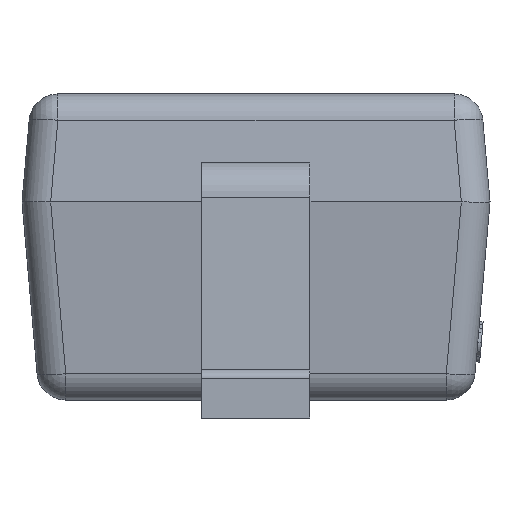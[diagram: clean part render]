
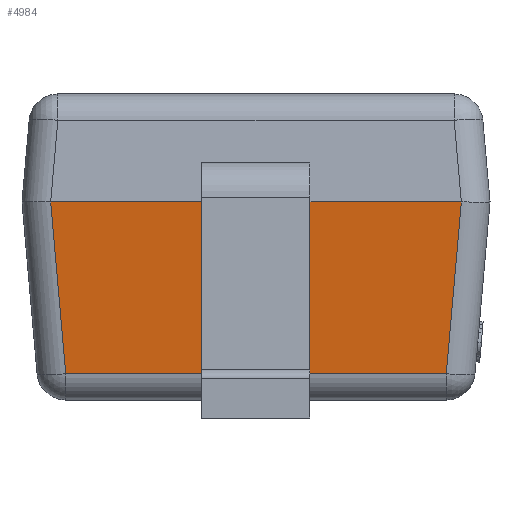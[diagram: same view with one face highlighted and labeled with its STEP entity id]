
A CAD part, left-side view. The second image highlights one B-rep face of the part: STEP entity #4984.
In plain terms, the highlighted planar face has unit normal (-0.996, 0, -0.087).
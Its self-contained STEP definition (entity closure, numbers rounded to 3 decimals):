
#115 = LINE ( 'NONE', #6598, #7602 ) ;
#242 = CARTESIAN_POINT ( 'NONE',  ( -0.851, -0.571, 0.007 ) ) ;
#1125 = CARTESIAN_POINT ( 'NONE',  ( -0.85, 0.65, 0. ) ) ;
#1461 = LINE ( 'NONE', #13196, #3938 ) ;
#1848 = VERTEX_POINT ( 'NONE', #12315 ) ;
#2096 = EDGE_LOOP ( 'NONE', ( #9058, #2674, #11333, #12319, #10124, #8331 ) ) ;
#2169 = DIRECTION ( 'NONE',  ( -0.087, -0.087, 0.992 ) ) ;
#2444 = DIRECTION ( 'NONE',  ( 0., -1., 0. ) ) ;
#2674 = ORIENTED_EDGE ( 'NONE', *, *, #3771, .T. ) ;
#3050 = VECTOR ( 'NONE', #4342, 1000. ) ;
#3071 = CARTESIAN_POINT ( 'NONE',  ( -0.85, -0.15, 0. ) ) ;
#3771 = EDGE_CURVE ( 'NONE', #12474, #4914, #115, .T. ) ;
#3938 = VECTOR ( 'NONE', #7779, 1000. ) ;
#4342 = DIRECTION ( 'NONE',  ( 0., -1., 0. ) ) ;
#4664 = CARTESIAN_POINT ( 'NONE',  ( -0.85, 0.57, 0. ) ) ;
#4914 = VERTEX_POINT ( 'NONE', #13044 ) ;
#4984 = ADVANCED_FACE ( 'NONE', ( #12563 ), #8370, .T. ) ;
#5061 = EDGE_CURVE ( 'NONE', #7498, #11344, #8512, .T. ) ;
#5472 = DIRECTION ( 'NONE',  ( 0.087, -0.087, -0.992 ) ) ;
#5988 = CARTESIAN_POINT ( 'NONE',  ( -0.85, -0.65, 0. ) ) ;
#6043 = AXIS2_PLACEMENT_3D ( 'NONE', #5988, #10227, #13590 ) ;
#6540 = EDGE_CURVE ( 'NONE', #12474, #7498, #1461, .T. ) ;
#6598 = CARTESIAN_POINT ( 'NONE',  ( -0.841, 0.561, -0.105 ) ) ;
#7482 = LINE ( 'NONE', #1125, #3050 ) ;
#7498 = VERTEX_POINT ( 'NONE', #13071 ) ;
#7602 = VECTOR ( 'NONE', #5472, 1000. ) ;
#7625 = CARTESIAN_POINT ( 'NONE',  ( -0.808, -0.602, -0.477 ) ) ;
#7779 = DIRECTION ( 'NONE',  ( 0., -1., 0. ) ) ;
#8331 = ORIENTED_EDGE ( 'NONE', *, *, #5061, .F. ) ;
#8370 = PLANE ( 'NONE',  #6043 ) ;
#8512 = LINE ( 'NONE', #9687, #9204 ) ;
#8702 = VERTEX_POINT ( 'NONE', #11491 ) ;
#9058 = ORIENTED_EDGE ( 'NONE', *, *, #6540, .F. ) ;
#9099 = VECTOR ( 'NONE', #2444, 1000. ) ;
#9204 = VECTOR ( 'NONE', #11669, 1000. ) ;
#9687 = CARTESIAN_POINT ( 'NONE',  ( -0.85, 0.15, 0. ) ) ;
#9990 = EDGE_CURVE ( 'NONE', #1848, #8702, #11972, .T. ) ;
#10124 = ORIENTED_EDGE ( 'NONE', *, *, #11940, .F. ) ;
#10227 = DIRECTION ( 'NONE',  ( -0.996, 0., -0.087 ) ) ;
#10626 = VECTOR ( 'NONE', #2169, 1000. ) ;
#11333 = ORIENTED_EDGE ( 'NONE', *, *, #12930, .T. ) ;
#11344 = VERTEX_POINT ( 'NONE', #3071 ) ;
#11491 = CARTESIAN_POINT ( 'NONE',  ( -0.85, -0.57, 0. ) ) ;
#11669 = DIRECTION ( 'NONE',  ( 0., -1., 0. ) ) ;
#11940 = EDGE_CURVE ( 'NONE', #11344, #8702, #7482, .T. ) ;
#11972 = LINE ( 'NONE', #242, #10626 ) ;
#12315 = CARTESIAN_POINT ( 'NONE',  ( -0.808, -0.529, -0.477 ) ) ;
#12319 = ORIENTED_EDGE ( 'NONE', *, *, #9990, .T. ) ;
#12474 = VERTEX_POINT ( 'NONE', #4664 ) ;
#12563 = FACE_OUTER_BOUND ( 'NONE', #2096, .T. ) ;
#12849 = LINE ( 'NONE', #7625, #9099 ) ;
#12930 = EDGE_CURVE ( 'NONE', #4914, #1848, #12849, .T. ) ;
#13044 = CARTESIAN_POINT ( 'NONE',  ( -0.808, 0.529, -0.477 ) ) ;
#13071 = CARTESIAN_POINT ( 'NONE',  ( -0.85, 0.15, 0. ) ) ;
#13196 = CARTESIAN_POINT ( 'NONE',  ( -0.85, 0.65, 0. ) ) ;
#13590 = DIRECTION ( 'NONE',  ( -0.087, 0., 0.996 ) ) ;
